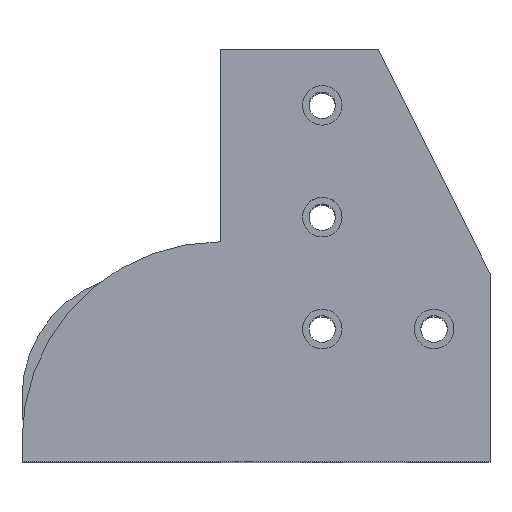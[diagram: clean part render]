
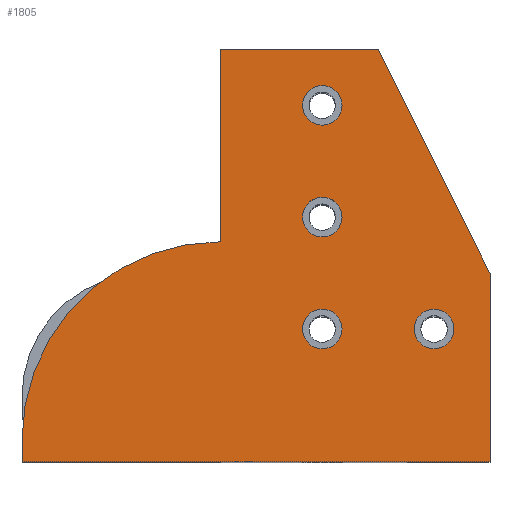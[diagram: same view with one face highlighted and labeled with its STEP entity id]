
A CAD part, top view. The second image highlights one B-rep face of the part: STEP entity #1805.
In plain terms, the highlighted planar face has unit normal (0, 0, 1).
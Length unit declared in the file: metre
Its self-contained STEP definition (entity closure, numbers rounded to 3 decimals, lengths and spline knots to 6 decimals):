
#81=LINE('',#2728,#177);
#90=LINE('',#2764,#186);
#97=LINE('',#2778,#193);
#104=LINE('',#2851,#200);
#112=LINE('',#2874,#208);
#114=LINE('',#2877,#210);
#177=VECTOR('',#2162,1.);
#186=VECTOR('',#2191,1.);
#193=VECTOR('',#2202,1.);
#200=VECTOR('',#2283,1.);
#208=VECTOR('',#2303,1.);
#210=VECTOR('',#2307,1.);
#431=ORIENTED_EDGE('',*,*,#791,.T.);
#432=ORIENTED_EDGE('',*,*,#731,.T.);
#433=ORIENTED_EDGE('',*,*,#724,.T.);
#434=ORIENTED_EDGE('',*,*,#774,.F.);
#435=ORIENTED_EDGE('',*,*,#776,.F.);
#436=ORIENTED_EDGE('',*,*,#762,.F.);
#437=ORIENTED_EDGE('',*,*,#706,.T.);
#438=ORIENTED_EDGE('',*,*,#789,.T.);
#439=ORIENTED_EDGE('',*,*,#788,.T.);
#440=ORIENTED_EDGE('',*,*,#787,.T.);
#441=ORIENTED_EDGE('',*,*,#790,.T.);
#706=EDGE_CURVE('',#918,#917,#81,.T.);
#724=EDGE_CURVE('',#935,#934,#90,.T.);
#731=EDGE_CURVE('',#940,#935,#97,.T.);
#762=EDGE_CURVE('',#918,#966,#104,.T.);
#774=EDGE_CURVE('',#977,#934,#112,.T.);
#776=EDGE_CURVE('',#966,#977,#114,.T.);
#787=EDGE_CURVE('',#986,#986,#1130,.T.);
#788=EDGE_CURVE('',#987,#987,#1131,.T.);
#789=EDGE_CURVE('',#988,#988,#1132,.T.);
#790=EDGE_CURVE('',#989,#989,#1133,.T.);
#791=EDGE_CURVE('',#917,#940,#1134,.T.);
#917=VERTEX_POINT('',#2727);
#918=VERTEX_POINT('',#2729);
#934=VERTEX_POINT('',#2763);
#935=VERTEX_POINT('',#2765);
#940=VERTEX_POINT('',#2779);
#966=VERTEX_POINT('',#2845);
#977=VERTEX_POINT('',#2873);
#986=VERTEX_POINT('',#2918);
#987=VERTEX_POINT('',#2921);
#988=VERTEX_POINT('',#2924);
#989=VERTEX_POINT('',#2927);
#1130=CIRCLE('',#1994,0.0045);
#1131=CIRCLE('',#1996,0.0045);
#1132=CIRCLE('',#1998,0.0045);
#1133=CIRCLE('',#2000,0.0045);
#1134=CIRCLE('',#2002,0.045);
#1299=EDGE_LOOP('',(#431,#432,#433,#434,#435,#436,#437));
#1300=EDGE_LOOP('',(#438));
#1301=EDGE_LOOP('',(#439));
#1302=EDGE_LOOP('',(#440));
#1303=EDGE_LOOP('',(#441));
#1555=FACE_BOUND('',#1299,.T.);
#1556=FACE_BOUND('',#1300,.T.);
#1557=FACE_BOUND('',#1301,.T.);
#1558=FACE_BOUND('',#1302,.T.);
#1559=FACE_BOUND('',#1303,.T.);
#1729=PLANE('',#2001);
#1805=ADVANCED_FACE('',(#1555,#1556,#1557,#1558,#1559),#1729,.T.);
#1994=AXIS2_PLACEMENT_3D('',#2917,#2368,#2369);
#1996=AXIS2_PLACEMENT_3D('',#2920,#2372,#2373);
#1998=AXIS2_PLACEMENT_3D('',#2923,#2376,#2377);
#2000=AXIS2_PLACEMENT_3D('',#2926,#2380,#2381);
#2001=AXIS2_PLACEMENT_3D('',#2928,#2382,#2383);
#2002=AXIS2_PLACEMENT_3D('',#2929,#2384,#2385);
#2162=DIRECTION('',(0.,-1.,0.));
#2191=DIRECTION('',(1.,0.,0.));
#2202=DIRECTION('',(0.,-1.,0.));
#2283=DIRECTION('',(1.,0.,0.));
#2303=DIRECTION('',(0.,-1.,0.));
#2307=DIRECTION('',(0.447,-0.894,0.));
#2368=DIRECTION('',(0.,0.,-1.));
#2369=DIRECTION('',(-1.,0.,0.));
#2372=DIRECTION('',(0.,0.,-1.));
#2373=DIRECTION('',(-1.,0.,0.));
#2376=DIRECTION('',(0.,0.,-1.));
#2377=DIRECTION('',(-1.,0.,0.));
#2380=DIRECTION('',(0.,0.,-1.));
#2381=DIRECTION('',(-1.,0.,0.));
#2382=DIRECTION('',(0.,0.,1.));
#2383=DIRECTION('',(1.,0.,0.));
#2384=DIRECTION('',(0.,0.,1.));
#2385=DIRECTION('',(1.,0.,0.));
#2727=CARTESIAN_POINT('',(-0.003,-0.0437,0.1724));
#2728=CARTESIAN_POINT('',(-0.003,-0.028,0.1724));
#2729=CARTESIAN_POINT('',(-0.003,0.,0.1724));
#2763=CARTESIAN_POINT('',(0.0583,-0.0937,0.1724));
#2764=CARTESIAN_POINT('',(0.00375,-0.0937,0.1724));
#2765=CARTESIAN_POINT('',(-0.048,-0.0937,0.1724));
#2778=CARTESIAN_POINT('',(-0.048,-0.0887,0.1724));
#2779=CARTESIAN_POINT('',(-0.048,-0.0887,0.1724));
#2845=CARTESIAN_POINT('',(0.0329,0.,0.1724));
#2851=CARTESIAN_POINT('',(0.0202,0.,0.1724));
#2873=CARTESIAN_POINT('',(0.0583,-0.0508,0.1724));
#2874=CARTESIAN_POINT('',(0.0583,-0.0635,0.1724));
#2877=CARTESIAN_POINT('',(0.0456,-0.0254,0.1724));
#2917=CARTESIAN_POINT('',(0.0202,-0.0381,0.1724));
#2918=CARTESIAN_POINT('',(0.0157,-0.0381,0.1724));
#2920=CARTESIAN_POINT('',(0.0456,-0.0635,0.1724));
#2921=CARTESIAN_POINT('',(0.0411,-0.0635,0.1724));
#2923=CARTESIAN_POINT('',(0.0202,-0.0635,0.1724));
#2924=CARTESIAN_POINT('',(0.0157,-0.0635,0.1724));
#2926=CARTESIAN_POINT('',(0.0202,-0.0127,0.1724));
#2927=CARTESIAN_POINT('',(0.0157,-0.0127,0.1724));
#2928=CARTESIAN_POINT('',(0.00515,-0.04185,0.1724));
#2929=CARTESIAN_POINT('',(-0.003,-0.0887,0.1724));
